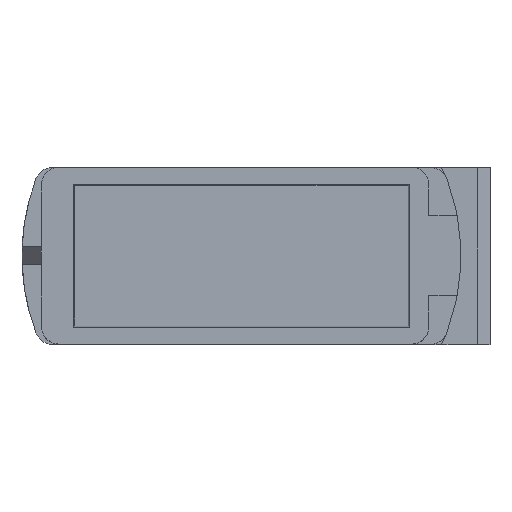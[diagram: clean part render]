
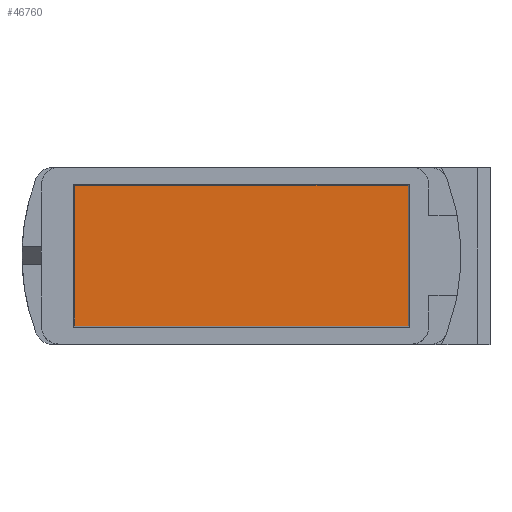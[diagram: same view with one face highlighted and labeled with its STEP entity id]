
A CAD part, top view. The second image highlights one B-rep face of the part: STEP entity #46760.
In plain terms, the highlighted planar face has unit normal (0, 0, 1).
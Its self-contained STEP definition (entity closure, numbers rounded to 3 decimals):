
#18549=DIRECTION('',(0.,-1.,0.));
#18550=VECTOR('',#18549,7.95);
#18551=CARTESIAN_POINT('',(-9.425,3.975,7.15));
#18552=LINE('',#18551,#18550);
#18553=DIRECTION('',(-1.,0.,0.));
#18554=VECTOR('',#18553,18.85);
#18555=CARTESIAN_POINT('',(9.425,3.975,7.15));
#18556=LINE('',#18555,#18554);
#18557=DIRECTION('',(0.,-1.,0.));
#18558=VECTOR('',#18557,7.95);
#18559=CARTESIAN_POINT('',(9.425,3.975,7.15));
#18560=LINE('',#18559,#18558);
#18561=DIRECTION('',(-1.,0.,0.));
#18562=VECTOR('',#18561,18.85);
#18563=CARTESIAN_POINT('',(9.425,-3.975,7.15));
#18564=LINE('',#18563,#18562);
#18659=CARTESIAN_POINT('',(-9.425,3.975,7.15));
#18660=CARTESIAN_POINT('',(-9.425,-3.975,7.15));
#18661=VERTEX_POINT('',#18659);
#18662=VERTEX_POINT('',#18660);
#18663=CARTESIAN_POINT('',(9.425,3.975,7.15));
#18664=CARTESIAN_POINT('',(9.425,-3.975,7.15));
#18665=VERTEX_POINT('',#18663);
#18666=VERTEX_POINT('',#18664);
#46749=CARTESIAN_POINT('',(0.,0.,7.15));
#46750=DIRECTION('',(0.,0.,1.));
#46751=DIRECTION('',(-1.,0.,0.));
#46752=AXIS2_PLACEMENT_3D('',#46749,#46750,#46751);
#46753=PLANE('',#46752);
#46754=ORIENTED_EDGE('',*,*,#46715,.F.);
#46755=ORIENTED_EDGE('',*,*,#46731,.F.);
#46756=ORIENTED_EDGE('',*,*,#46742,.T.);
#46757=ORIENTED_EDGE('',*,*,#46700,.T.);
#46758=EDGE_LOOP('',(#46754,#46755,#46756,#46757));
#46759=FACE_OUTER_BOUND('',#46758,.F.);
#46760=ADVANCED_FACE('',(#46759),#46753,.T.);
#46700=EDGE_CURVE('',#18666,#18662,#18564,.T.);
#46715=EDGE_CURVE('',#18661,#18662,#18552,.T.);
#46731=EDGE_CURVE('',#18665,#18661,#18556,.T.);
#46742=EDGE_CURVE('',#18665,#18666,#18560,.T.);
